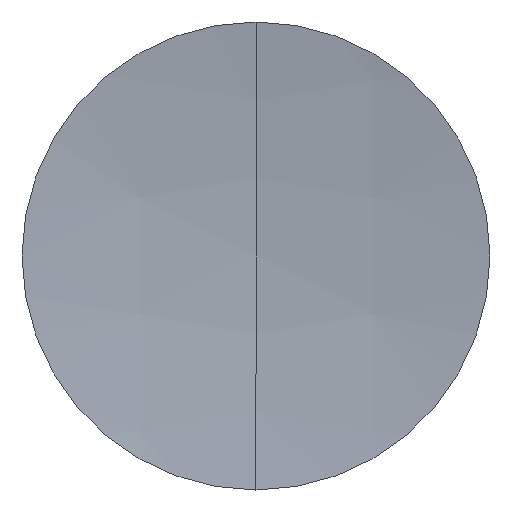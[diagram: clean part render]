
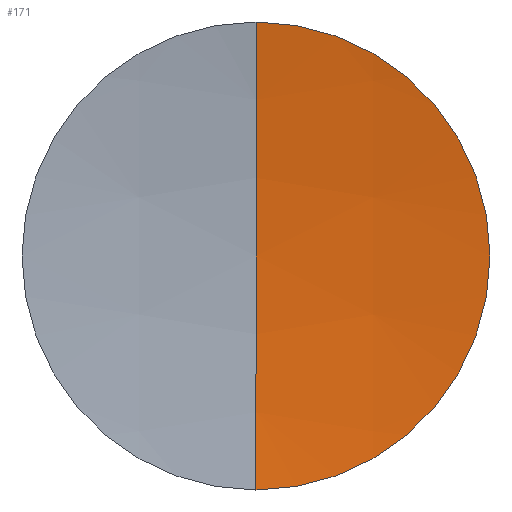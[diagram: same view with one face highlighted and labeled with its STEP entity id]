
A CAD part, left-side view. The second image highlights one B-rep face of the part: STEP entity #171.
In plain terms, the highlighted spherical face has radius 92.3 mm.
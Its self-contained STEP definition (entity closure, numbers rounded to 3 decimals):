
#6 = DIRECTION ( 'NONE',  ( 0., 0., -1. ) ) ;
#12 = SPHERICAL_SURFACE ( 'NONE', #263, 92.3 ) ;
#39 = DIRECTION ( 'NONE',  ( -1., 0., 0. ) ) ;
#40 = AXIS2_PLACEMENT_3D ( 'NONE', #159, #213, #6 ) ;
#46 = DIRECTION ( 'NONE',  ( 0., 1., 0. ) ) ;
#56 = VERTEX_POINT ( 'NONE', #70 ) ;
#70 = CARTESIAN_POINT ( 'NONE',  ( 217.188, 0., 12.5 ) ) ;
#73 = VERTEX_POINT ( 'NONE', #164 ) ;
#80 = VERTEX_POINT ( 'NONE', #276 ) ;
#89 = CARTESIAN_POINT ( 'NONE',  ( 125.738, 0., 0. ) ) ;
#90 = EDGE_CURVE ( 'NONE', #80, #56, #185, .T. ) ;
#92 = ORIENTED_EDGE ( 'NONE', *, *, #90, .T. ) ;
#101 = DIRECTION ( 'NONE',  ( 0., 1., 0. ) ) ;
#105 = EDGE_CURVE ( 'NONE', #73, #80, #210, .T. ) ;
#110 = CIRCLE ( 'NONE', #40, 92.3 ) ;
#119 = EDGE_LOOP ( 'NONE', ( #225, #145, #92 ) ) ;
#124 = DIRECTION ( 'NONE',  ( 0., 0., 1. ) ) ;
#125 = CARTESIAN_POINT ( 'NONE',  ( 217.188, 0., 0. ) ) ;
#127 = FACE_OUTER_BOUND ( 'NONE', #119, .T. ) ;
#136 = DIRECTION ( 'NONE',  ( 0., 0., 1. ) ) ;
#145 = ORIENTED_EDGE ( 'NONE', *, *, #105, .T. ) ;
#159 = CARTESIAN_POINT ( 'NONE',  ( 125.738, 0., 0. ) ) ;
#164 = CARTESIAN_POINT ( 'NONE',  ( 218.038, 0., 0. ) ) ;
#171 = ADVANCED_FACE ( 'NONE', ( #127 ), #12, .F. ) ;
#172 = AXIS2_PLACEMENT_3D ( 'NONE', #89, #46, #234 ) ;
#185 = CIRCLE ( 'NONE', #243, 12.5 ) ;
#210 = CIRCLE ( 'NONE', #172, 92.3 ) ;
#213 = DIRECTION ( 'NONE',  ( 0., -1., 0. ) ) ;
#225 = ORIENTED_EDGE ( 'NONE', *, *, #270, .F. ) ;
#234 = DIRECTION ( 'NONE',  ( 0., 0., 1. ) ) ;
#243 = AXIS2_PLACEMENT_3D ( 'NONE', #125, #39, #124 ) ;
#263 = AXIS2_PLACEMENT_3D ( 'NONE', #320, #101, #136 ) ;
#270 = EDGE_CURVE ( 'NONE', #73, #56, #110, .T. ) ;
#276 = CARTESIAN_POINT ( 'NONE',  ( 217.188, 0., -12.5 ) ) ;
#320 = CARTESIAN_POINT ( 'NONE',  ( 125.738, 0., 0. ) ) ;
